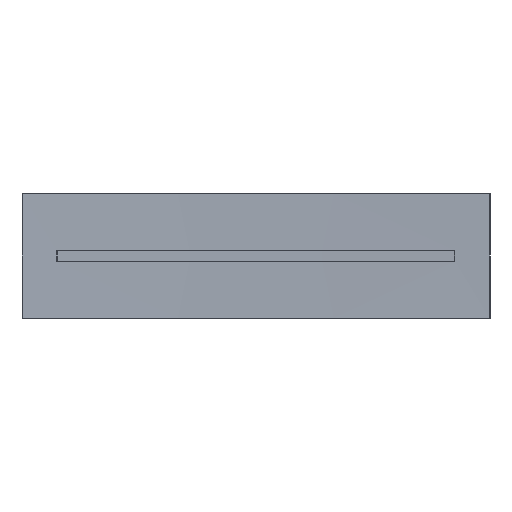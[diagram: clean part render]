
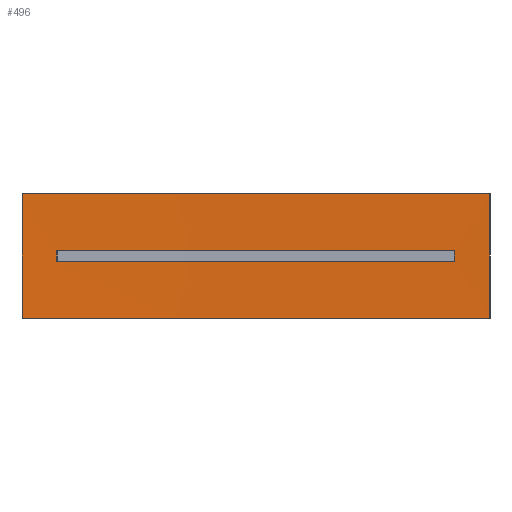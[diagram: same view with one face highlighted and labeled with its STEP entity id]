
A CAD part, front view. The second image highlights one B-rep face of the part: STEP entity #496.
In plain terms, the highlighted cylindrical face has radius 1200 mm (diameter 2400 mm), a partial arc.
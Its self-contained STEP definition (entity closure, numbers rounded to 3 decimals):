
#42 = ORIENTED_EDGE ( 'NONE', *, *, #820, .T. ) ;
#66 = ORIENTED_EDGE ( 'NONE', *, *, #897, .F. ) ;
#91 = DIRECTION ( 'NONE',  ( 0., 0., -1. ) ) ;
#123 = CARTESIAN_POINT ( 'NONE',  ( 0., -1200., 0.85 ) ) ;
#129 = CARTESIAN_POINT ( 'NONE',  ( 38.15, -0.607, 10.15 ) ) ;
#163 = ORIENTED_EDGE ( 'NONE', *, *, #1123, .F. ) ;
#215 = DIRECTION ( 'NONE',  ( -1., 0., 0. ) ) ;
#233 = CARTESIAN_POINT ( 'NONE',  ( 32.5, -0.44, 0.85 ) ) ;
#251 = DIRECTION ( 'NONE',  ( 0., 0., -1. ) ) ;
#256 = ORIENTED_EDGE ( 'NONE', *, *, #880, .F. ) ;
#258 = CARTESIAN_POINT ( 'NONE',  ( 0., -1200., 10.15 ) ) ;
#261 = ORIENTED_EDGE ( 'NONE', *, *, #826, .T. ) ;
#274 = DIRECTION ( 'NONE',  ( 0., 0., -1. ) ) ;
#281 = DIRECTION ( 'NONE',  ( 0., 0., -1. ) ) ;
#289 = EDGE_LOOP ( 'NONE', ( #256, #66, #1353, #42 ) ) ;
#300 = CARTESIAN_POINT ( 'NONE',  ( -38.15, -0.607, -10.15 ) ) ;
#351 = DIRECTION ( 'NONE',  ( 1., 0., 0. ) ) ;
#395 = CARTESIAN_POINT ( 'NONE',  ( 32.5, -0.44, 11.25 ) ) ;
#405 = VERTEX_POINT ( 'NONE', #522 ) ;
#418 = DIRECTION ( 'NONE',  ( 0., 0., -1. ) ) ;
#434 = DIRECTION ( 'NONE',  ( -1., 0., 0. ) ) ;
#477 = CARTESIAN_POINT ( 'NONE',  ( -32.5, -0.44, -0.85 ) ) ;
#496 = ADVANCED_FACE ( 'NONE', ( #1561, #825 ), #831, .F. ) ;
#522 = CARTESIAN_POINT ( 'NONE',  ( -38.15, -0.607, 10.15 ) ) ;
#620 = CARTESIAN_POINT ( 'NONE',  ( 32.5, -0.44, -0.85 ) ) ;
#640 = CARTESIAN_POINT ( 'NONE',  ( 38.15, -0.607, 10.15 ) ) ;
#657 = EDGE_LOOP ( 'NONE', ( #261, #163, #764, #1024 ) ) ;
#687 = CARTESIAN_POINT ( 'NONE',  ( 38.15, -0.607, -10.15 ) ) ;
#708 = VERTEX_POINT ( 'NONE', #900 ) ;
#733 = EDGE_CURVE ( 'NONE', #864, #1563, #978, .T. ) ;
#762 = DIRECTION ( 'NONE',  ( 0., 0., -1. ) ) ;
#764 = ORIENTED_EDGE ( 'NONE', *, *, #886, .F. ) ;
#784 = CARTESIAN_POINT ( 'NONE',  ( -38.15, -0.607, 10.15 ) ) ;
#792 = DIRECTION ( 'NONE',  ( -1., 0., 0. ) ) ;
#820 = EDGE_CURVE ( 'NONE', #1563, #1012, #1094, .T. ) ;
#825 = FACE_BOUND ( 'NONE', #289, .T. ) ;
#826 = EDGE_CURVE ( 'NONE', #1321, #1113, #998, .T. ) ;
#831 = CYLINDRICAL_SURFACE ( 'NONE', #1332, 1200. ) ;
#864 = VERTEX_POINT ( 'NONE', #233 ) ;
#867 = CARTESIAN_POINT ( 'NONE',  ( 0., -1200., 10.15 ) ) ;
#880 = EDGE_CURVE ( 'NONE', #708, #1012, #1303, .T. ) ;
#886 = EDGE_CURVE ( 'NONE', #405, #1326, #1388, .T. ) ;
#897 = EDGE_CURVE ( 'NONE', #864, #708, #1011, .T. ) ;
#900 = CARTESIAN_POINT ( 'NONE',  ( -32.5, -0.44, 0.85 ) ) ;
#905 = CARTESIAN_POINT ( 'NONE',  ( 0., -1200., -10.15 ) ) ;
#909 = CARTESIAN_POINT ( 'NONE',  ( 0., -1200., -0.85 ) ) ;
#917 = CARTESIAN_POINT ( 'NONE',  ( -32.5, -0.44, 11.25 ) ) ;
#956 = DIRECTION ( 'NONE',  ( 0., 0., 1. ) ) ;
#978 = LINE ( 'NONE', #395, #1062 ) ;
#982 = EDGE_CURVE ( 'NONE', #405, #1321, #1453, .T. ) ;
#994 = DIRECTION ( 'NONE',  ( 1., 0., 0. ) ) ;
#998 = CIRCLE ( 'NONE', #1192, 1200. ) ;
#1011 = CIRCLE ( 'NONE', #1511, 1200. ) ;
#1012 = VERTEX_POINT ( 'NONE', #477 ) ;
#1024 = ORIENTED_EDGE ( 'NONE', *, *, #982, .T. ) ;
#1044 = AXIS2_PLACEMENT_3D ( 'NONE', #258, #251, #215 ) ;
#1058 = DIRECTION ( 'NONE',  ( 0., 0., -1. ) ) ;
#1062 = VECTOR ( 'NONE', #1058, 1000. ) ;
#1094 = CIRCLE ( 'NONE', #1211, 1200. ) ;
#1113 = VERTEX_POINT ( 'NONE', #687 ) ;
#1123 = EDGE_CURVE ( 'NONE', #1326, #1113, #1418, .T. ) ;
#1179 = VECTOR ( 'NONE', #91, 1000. ) ;
#1182 = VECTOR ( 'NONE', #274, 1000. ) ;
#1192 = AXIS2_PLACEMENT_3D ( 'NONE', #905, #281, #792 ) ;
#1211 = AXIS2_PLACEMENT_3D ( 'NONE', #909, #1282, #994 ) ;
#1282 = DIRECTION ( 'NONE',  ( 0., 0., 1. ) ) ;
#1303 = LINE ( 'NONE', #917, #1179 ) ;
#1321 = VERTEX_POINT ( 'NONE', #300 ) ;
#1326 = VERTEX_POINT ( 'NONE', #640 ) ;
#1332 = AXIS2_PLACEMENT_3D ( 'NONE', #867, #762, #434 ) ;
#1353 = ORIENTED_EDGE ( 'NONE', *, *, #733, .T. ) ;
#1388 = CIRCLE ( 'NONE', #1044, 1200. ) ;
#1406 = VECTOR ( 'NONE', #418, 1000. ) ;
#1418 = LINE ( 'NONE', #129, #1406 ) ;
#1453 = LINE ( 'NONE', #784, #1182 ) ;
#1511 = AXIS2_PLACEMENT_3D ( 'NONE', #123, #956, #351 ) ;
#1561 = FACE_OUTER_BOUND ( 'NONE', #657, .T. ) ;
#1563 = VERTEX_POINT ( 'NONE', #620 ) ;
